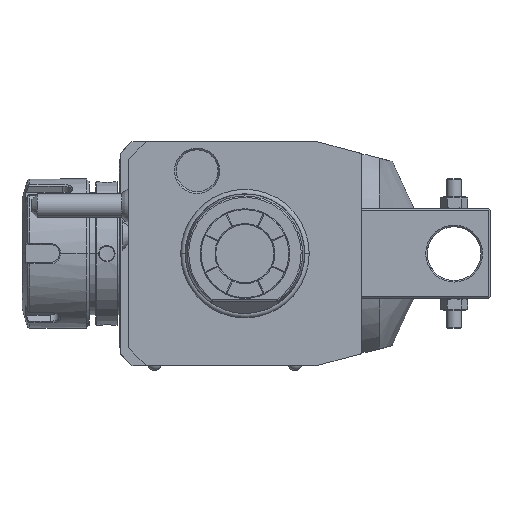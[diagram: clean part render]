
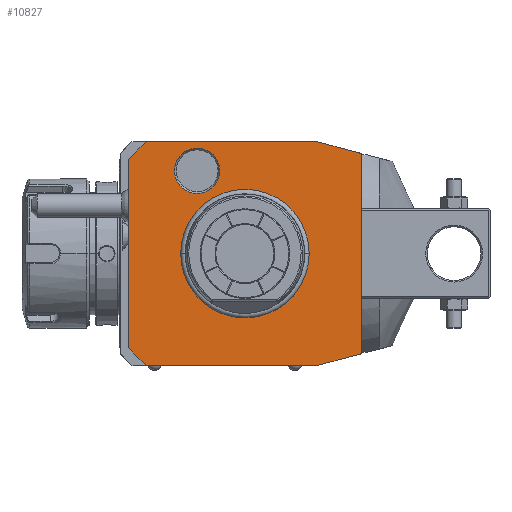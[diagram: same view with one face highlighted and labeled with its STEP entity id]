
A CAD part, front view. The second image highlights one B-rep face of the part: STEP entity #10827.
In plain terms, the highlighted planar face has unit normal (0, -1, 0).
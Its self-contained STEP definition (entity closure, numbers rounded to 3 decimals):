
#1=DIRECTION('',(-0.966,0.,0.259));
#2=VECTOR('',#1,15.529);
#3=CARTESIAN_POINT('',(39.,0.,33.481));
#4=LINE('',#3,#2);
#5=DIRECTION('',(0.,0.,1.));
#6=VECTOR('',#5,66.962);
#7=CARTESIAN_POINT('',(39.,0.,-33.481));
#8=LINE('',#7,#6);
#9=DIRECTION('',(0.966,0.,0.259));
#10=VECTOR('',#9,15.529);
#11=CARTESIAN_POINT('',(24.,0.,-37.5));
#12=LINE('',#11,#10);
#13=DIRECTION('',(1.,0.,0.));
#14=VECTOR('',#13,57.);
#15=CARTESIAN_POINT('',(-33.,0.,-37.5));
#16=LINE('',#15,#14);
#17=DIRECTION('',(0.707,0.,-0.707));
#18=VECTOR('',#17,8.485);
#19=CARTESIAN_POINT('',(-39.,0.,-31.5));
#20=LINE('',#19,#18);
#21=DIRECTION('',(0.,0.,-1.));
#22=VECTOR('',#21,63.);
#23=CARTESIAN_POINT('',(-39.,0.,31.5));
#24=LINE('',#23,#22);
#25=DIRECTION('',(-0.707,0.,-0.707));
#26=VECTOR('',#25,8.485);
#27=CARTESIAN_POINT('',(-33.,0.,37.5));
#28=LINE('',#27,#26);
#29=DIRECTION('',(-1.,0.,0.));
#30=VECTOR('',#29,57.);
#31=CARTESIAN_POINT('',(24.,0.,37.5));
#32=LINE('',#31,#30);
#33=CARTESIAN_POINT('',(-16.,0.,27.713));
#34=DIRECTION('',(0.,1.,0.));
#35=DIRECTION('',(1.,0.,0.));
#36=AXIS2_PLACEMENT_3D('',#33,#34,#35);
#38=CARTESIAN_POINT('',(-16.,0.,27.713));
#39=DIRECTION('',(0.,1.,0.));
#40=DIRECTION('',(-1.,0.,0.));
#41=AXIS2_PLACEMENT_3D('',#38,#39,#40);
#7558=CARTESIAN_POINT('',(0.,0.,0.));
#7559=DIRECTION('',(0.,1.,0.));
#7560=DIRECTION('',(-1.,0.,0.));
#7561=AXIS2_PLACEMENT_3D('',#7558,#7559,#7560);
#7563=CARTESIAN_POINT('',(0.,0.,0.));
#7564=DIRECTION('',(0.,1.,0.));
#7565=DIRECTION('',(1.,0.,0.));
#7566=AXIS2_PLACEMENT_3D('',#7563,#7564,#7565);
#9743=CARTESIAN_POINT('',(-8.423,0.,27.713));
#9744=CARTESIAN_POINT('',(-23.577,0.,27.713));
#9745=VERTEX_POINT('',#9743);
#9746=VERTEX_POINT('',#9744);
#10620=CARTESIAN_POINT('',(39.,0.,33.481));
#10621=CARTESIAN_POINT('',(24.,0.,37.5));
#10622=VERTEX_POINT('',#10620);
#10623=VERTEX_POINT('',#10621);
#10624=CARTESIAN_POINT('',(-33.,0.,37.5));
#10625=VERTEX_POINT('',#10624);
#10626=CARTESIAN_POINT('',(-39.,0.,31.5));
#10627=VERTEX_POINT('',#10626);
#10628=CARTESIAN_POINT('',(-39.,0.,-31.5));
#10629=VERTEX_POINT('',#10628);
#10630=CARTESIAN_POINT('',(-33.,0.,-37.5));
#10631=VERTEX_POINT('',#10630);
#10632=CARTESIAN_POINT('',(24.,0.,-37.5));
#10633=VERTEX_POINT('',#10632);
#10634=CARTESIAN_POINT('',(39.,0.,-33.481));
#10635=VERTEX_POINT('',#10634);
#10684=CARTESIAN_POINT('',(-21.137,0.,0.));
#10685=CARTESIAN_POINT('',(21.137,0.,0.));
#10686=VERTEX_POINT('',#10684);
#10687=VERTEX_POINT('',#10685);
#10792=CARTESIAN_POINT('',(0.,0.,0.));
#10793=DIRECTION('',(0.,-1.,0.));
#10794=DIRECTION('',(-1.,0.,0.));
#10795=AXIS2_PLACEMENT_3D('',#10792,#10793,#10794);
#10796=PLANE('',#10795);
#10798=ORIENTED_EDGE('',*,*,#10797,.F.);
#10800=ORIENTED_EDGE('',*,*,#10799,.F.);
#10802=ORIENTED_EDGE('',*,*,#10801,.F.);
#10804=ORIENTED_EDGE('',*,*,#10803,.F.);
#10806=ORIENTED_EDGE('',*,*,#10805,.F.);
#10808=ORIENTED_EDGE('',*,*,#10807,.F.);
#10810=ORIENTED_EDGE('',*,*,#10809,.F.);
#10812=ORIENTED_EDGE('',*,*,#10811,.F.);
#10813=EDGE_LOOP('',(#10798,#10800,#10802,#10804,#10806,#10808,#10810,#10812));
#10814=FACE_OUTER_BOUND('',#10813,.F.);
#10816=ORIENTED_EDGE('',*,*,#10815,.F.);
#10818=ORIENTED_EDGE('',*,*,#10817,.F.);
#10819=EDGE_LOOP('',(#10816,#10818));
#10820=FACE_BOUND('',#10819,.F.);
#10822=ORIENTED_EDGE('',*,*,#10821,.F.);
#10824=ORIENTED_EDGE('',*,*,#10823,.F.);
#10825=EDGE_LOOP('',(#10822,#10824));
#10826=FACE_BOUND('',#10825,.F.);
#37=CIRCLE('',#36,7.577);
#42=CIRCLE('',#41,7.577);
#7562=CIRCLE('',#7561,21.137);
#7567=CIRCLE('',#7566,21.137);
#10797=EDGE_CURVE('',#10622,#10623,#4,.T.);
#10799=EDGE_CURVE('',#10635,#10622,#8,.T.);
#10801=EDGE_CURVE('',#10633,#10635,#12,.T.);
#10803=EDGE_CURVE('',#10631,#10633,#16,.T.);
#10805=EDGE_CURVE('',#10629,#10631,#20,.T.);
#10807=EDGE_CURVE('',#10627,#10629,#24,.T.);
#10809=EDGE_CURVE('',#10625,#10627,#28,.T.);
#10811=EDGE_CURVE('',#10623,#10625,#32,.T.);
#10815=EDGE_CURVE('',#10686,#10687,#7562,.T.);
#10817=EDGE_CURVE('',#10687,#10686,#7567,.T.);
#10821=EDGE_CURVE('',#9745,#9746,#37,.T.);
#10823=EDGE_CURVE('',#9746,#9745,#42,.T.);
#10827=ADVANCED_FACE('',(#10814,#10820,#10826),#10796,.T.);
